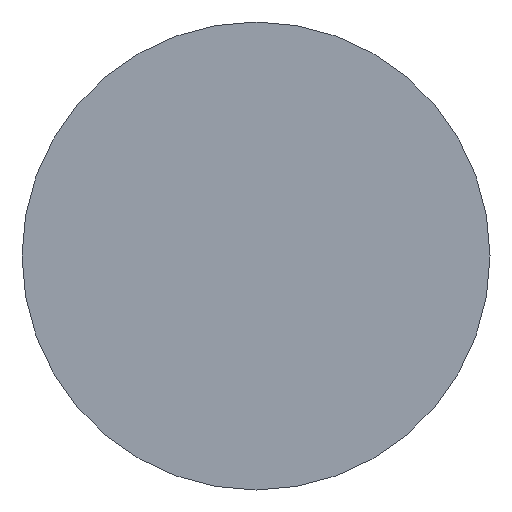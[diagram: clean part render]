
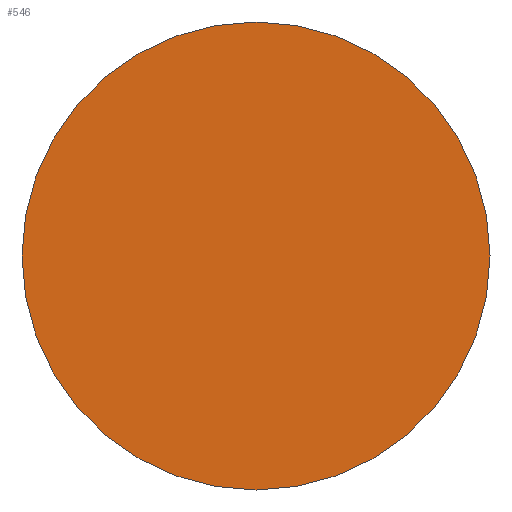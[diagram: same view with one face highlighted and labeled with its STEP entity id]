
A CAD part, front view. The second image highlights one B-rep face of the part: STEP entity #546.
In plain terms, the highlighted planar face has unit normal (0, -1, 0).
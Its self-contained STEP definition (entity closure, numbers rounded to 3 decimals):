
#53=PLANE('',#626);
#120=FACE_OUTER_BOUND('',#156,.T.);
#156=EDGE_LOOP('',(#471,#472));
#219=CIRCLE('',#627,37.5);
#220=CIRCLE('',#628,37.5);
#268=VERTEX_POINT('',#976);
#269=VERTEX_POINT('',#977);
#340=EDGE_CURVE('',#268,#269,#219,.T.);
#341=EDGE_CURVE('',#269,#268,#220,.T.);
#471=ORIENTED_EDGE('',*,*,#340,.F.);
#472=ORIENTED_EDGE('',*,*,#341,.F.);
#546=ADVANCED_FACE('',(#120),#53,.T.);
#626=AXIS2_PLACEMENT_3D('',#975,#763,#764);
#627=AXIS2_PLACEMENT_3D('',#978,#765,#766);
#628=AXIS2_PLACEMENT_3D('',#979,#767,#768);
#763=DIRECTION('center_axis',(0.,-1.,0.));
#764=DIRECTION('ref_axis',(0.,0.,-1.));
#765=DIRECTION('center_axis',(0.,1.,0.));
#766=DIRECTION('ref_axis',(-1.,0.,0.));
#767=DIRECTION('center_axis',(0.,1.,0.));
#768=DIRECTION('ref_axis',(-1.,0.,0.));
#975=CARTESIAN_POINT('Origin',(-18.75,0.,0.));
#976=CARTESIAN_POINT('',(-37.5,0.,0.));
#977=CARTESIAN_POINT('',(37.5,0.,0.));
#978=CARTESIAN_POINT('Origin',(0.,0.,0.));
#979=CARTESIAN_POINT('Origin',(0.,0.,0.));
